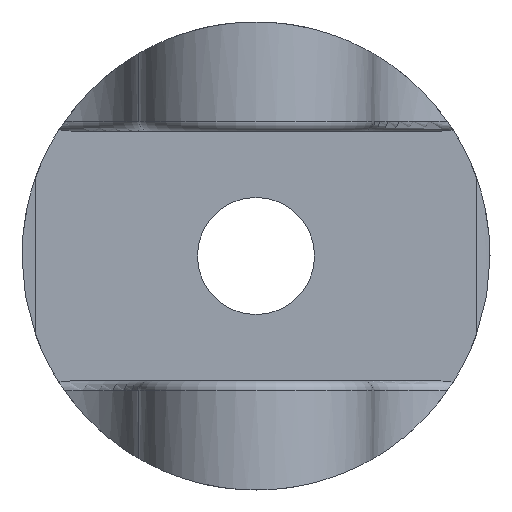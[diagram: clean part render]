
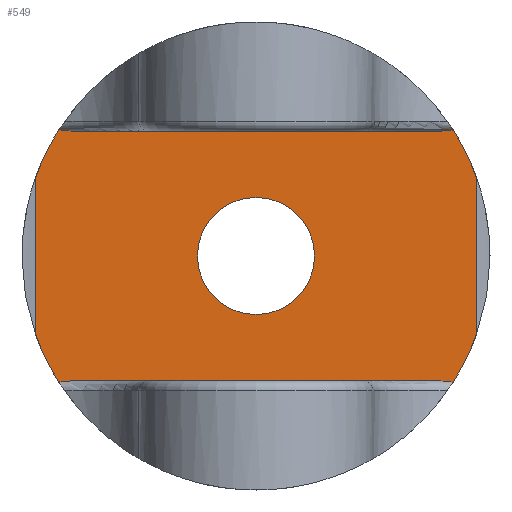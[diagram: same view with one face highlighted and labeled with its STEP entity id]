
A CAD part, front view. The second image highlights one B-rep face of the part: STEP entity #549.
In plain terms, the highlighted planar face has unit normal (0, -1, 0).
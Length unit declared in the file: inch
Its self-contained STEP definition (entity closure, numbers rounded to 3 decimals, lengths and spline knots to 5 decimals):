
#26=PLANE('',#612);
#31=FACE_BOUND('',#81,.T.);
#48=FACE_OUTER_BOUND('',#80,.T.);
#80=EDGE_LOOP('',(#427,#428,#429,#430,#431,#432,#433,#434,#435,#436,#437,
#438));
#81=EDGE_LOOP('',(#439,#440));
#117=LINE('',#1111,#146);
#118=LINE('',#1113,#147);
#119=LINE('',#1121,#148);
#120=LINE('',#1132,#149);
#146=VECTOR('',#719,0.50429);
#147=VECTOR('',#722,0.50429);
#148=VECTOR('',#725,1.17428);
#149=VECTOR('',#726,1.17428);
#176=B_SPLINE_CURVE_WITH_KNOTS('',3,(#1116,#1117,#1118,#1119),
 .UNSPECIFIED.,.F.,.F.,(4,4),(0.68995,0.7973),
 .UNSPECIFIED.);
#177=B_SPLINE_CURVE_WITH_KNOTS('',3,(#1122,#1123,#1124,#1125),
 .UNSPECIFIED.,.F.,.F.,(4,4),(0.19375,0.3011),
 .UNSPECIFIED.);
#178=B_SPLINE_CURVE_WITH_KNOTS('',3,(#1127,#1128,#1129,#1130),
 .UNSPECIFIED.,.F.,.F.,(4,4),(0.68995,0.7973),
 .UNSPECIFIED.);
#179=B_SPLINE_CURVE_WITH_KNOTS('',3,(#1133,#1134,#1135,#1136),
 .UNSPECIFIED.,.F.,.F.,(4,4),(0.19375,0.3011),
 .UNSPECIFIED.);
#180=CIRCLE('',#586,0.75);
#182=CIRCLE('',#588,0.75);
#183=CIRCLE('',#589,0.75);
#184=CIRCLE('',#590,0.75);
#193=CIRCLE('',#613,0.1875);
#194=CIRCLE('',#614,0.1875);
#212=VERTEX_POINT('',#804);
#213=VERTEX_POINT('',#805);
#226=VERTEX_POINT('',#920);
#227=VERTEX_POINT('',#931);
#228=VERTEX_POINT('',#933);
#229=VERTEX_POINT('',#944);
#236=VERTEX_POINT('',#1008);
#237=VERTEX_POINT('',#1019);
#250=VERTEX_POINT('',#1115);
#251=VERTEX_POINT('',#1120);
#252=VERTEX_POINT('',#1126);
#253=VERTEX_POINT('',#1131);
#254=VERTEX_POINT('',#1137);
#255=VERTEX_POINT('',#1138);
#267=EDGE_CURVE('',#212,#213,#180,.T.);
#283=EDGE_CURVE('',#226,#227,#182,.T.);
#285=EDGE_CURVE('',#228,#229,#183,.T.);
#293=EDGE_CURVE('',#236,#237,#184,.T.);
#317=EDGE_CURVE('',#237,#212,#117,.T.);
#318=EDGE_CURVE('',#228,#227,#118,.T.);
#319=EDGE_CURVE('',#236,#250,#176,.T.);
#320=EDGE_CURVE('',#250,#251,#119,.T.);
#321=EDGE_CURVE('',#251,#229,#177,.T.);
#322=EDGE_CURVE('',#226,#252,#178,.T.);
#323=EDGE_CURVE('',#253,#252,#120,.T.);
#324=EDGE_CURVE('',#253,#213,#179,.T.);
#325=EDGE_CURVE('',#254,#255,#193,.T.);
#326=EDGE_CURVE('',#255,#254,#194,.T.);
#427=ORIENTED_EDGE('',*,*,#293,.F.);
#428=ORIENTED_EDGE('',*,*,#319,.T.);
#429=ORIENTED_EDGE('',*,*,#320,.T.);
#430=ORIENTED_EDGE('',*,*,#321,.T.);
#431=ORIENTED_EDGE('',*,*,#285,.F.);
#432=ORIENTED_EDGE('',*,*,#318,.T.);
#433=ORIENTED_EDGE('',*,*,#283,.F.);
#434=ORIENTED_EDGE('',*,*,#322,.T.);
#435=ORIENTED_EDGE('',*,*,#323,.F.);
#436=ORIENTED_EDGE('',*,*,#324,.T.);
#437=ORIENTED_EDGE('',*,*,#267,.F.);
#438=ORIENTED_EDGE('',*,*,#317,.F.);
#439=ORIENTED_EDGE('',*,*,#325,.T.);
#440=ORIENTED_EDGE('',*,*,#326,.T.);
#549=ADVANCED_FACE('',(#48,#31),#26,.F.);
#586=AXIS2_PLACEMENT_3D('',#806,#651,#652);
#588=AXIS2_PLACEMENT_3D('',#932,#659,#660);
#589=AXIS2_PLACEMENT_3D('',#945,#661,#662);
#590=AXIS2_PLACEMENT_3D('',#1020,#665,#666);
#612=AXIS2_PLACEMENT_3D('',#1114,#723,#724);
#613=AXIS2_PLACEMENT_3D('',#1139,#727,#728);
#614=AXIS2_PLACEMENT_3D('',#1140,#729,#730);
#651=DIRECTION('center_axis',(0.,1.,0.));
#652=DIRECTION('ref_axis',(0.,0.,1.));
#659=DIRECTION('center_axis',(0.,1.,0.));
#660=DIRECTION('ref_axis',(0.,0.,1.));
#661=DIRECTION('center_axis',(0.,1.,0.));
#662=DIRECTION('ref_axis',(0.,0.,1.));
#665=DIRECTION('center_axis',(0.,1.,0.));
#666=DIRECTION('ref_axis',(0.,0.,1.));
#719=DIRECTION('',(0.,0.,1.));
#722=DIRECTION('',(0.,0.,1.));
#723=DIRECTION('center_axis',(0.,1.,0.));
#724=DIRECTION('ref_axis',(0.,0.,1.));
#725=DIRECTION('',(1.,0.,0.));
#726=DIRECTION('',(1.,0.,0.));
#727=DIRECTION('center_axis',(0.,1.,0.));
#728=DIRECTION('ref_axis',(0.,0.,1.));
#729=DIRECTION('center_axis',(0.,1.,0.));
#730=DIRECTION('ref_axis',(0.,0.,1.));
#804=CARTESIAN_POINT('',(-0.70635,1.14745,0.25214));
#805=CARTESIAN_POINT('',(-0.63176,1.14745,0.40421));
#806=CARTESIAN_POINT('Origin',(0.,1.14745,0.));
#920=CARTESIAN_POINT('',(0.63176,1.14745,0.40421));
#931=CARTESIAN_POINT('',(0.70635,1.14745,0.25214));
#932=CARTESIAN_POINT('Origin',(0.,1.14745,0.));
#933=CARTESIAN_POINT('',(0.70635,1.14745,-0.25214));
#944=CARTESIAN_POINT('',(0.63176,1.14745,-0.40421));
#945=CARTESIAN_POINT('Origin',(0.,1.14745,0.));
#1008=CARTESIAN_POINT('',(-0.63176,1.14745,-0.40421));
#1019=CARTESIAN_POINT('',(-0.70635,1.14745,-0.25214));
#1020=CARTESIAN_POINT('Origin',(0.,1.14745,0.));
#1111=CARTESIAN_POINT('',(-0.70635,1.14745,-0.25214));
#1113=CARTESIAN_POINT('',(0.70635,1.14745,-0.25214));
#1114=CARTESIAN_POINT('Origin',(-0.75,1.14745,-0.4));
#1115=CARTESIAN_POINT('',(-0.58714,1.14745,-0.4));
#1116=CARTESIAN_POINT('Ctrl Pts',(-0.63176,1.14745,-0.40421));
#1117=CARTESIAN_POINT('Ctrl Pts',(-0.61657,1.14745,-0.40156));
#1118=CARTESIAN_POINT('Ctrl Pts',(-0.60123,1.14745,-0.4));
#1119=CARTESIAN_POINT('Ctrl Pts',(-0.58714,1.14745,-0.4));
#1120=CARTESIAN_POINT('',(0.58714,1.14745,-0.4));
#1121=CARTESIAN_POINT('',(-0.58714,1.14745,-0.4));
#1122=CARTESIAN_POINT('Ctrl Pts',(0.58714,1.14745,-0.4));
#1123=CARTESIAN_POINT('Ctrl Pts',(0.60123,1.14745,-0.4));
#1124=CARTESIAN_POINT('Ctrl Pts',(0.61657,1.14745,-0.40156));
#1125=CARTESIAN_POINT('Ctrl Pts',(0.63176,1.14745,-0.40421));
#1126=CARTESIAN_POINT('',(0.58714,1.14745,0.4));
#1127=CARTESIAN_POINT('Ctrl Pts',(0.63176,1.14745,0.40421));
#1128=CARTESIAN_POINT('Ctrl Pts',(0.61657,1.14745,0.40156));
#1129=CARTESIAN_POINT('Ctrl Pts',(0.60123,1.14745,0.4));
#1130=CARTESIAN_POINT('Ctrl Pts',(0.58714,1.14745,0.4));
#1131=CARTESIAN_POINT('',(-0.58714,1.14745,0.4));
#1132=CARTESIAN_POINT('',(-0.58714,1.14745,0.4));
#1133=CARTESIAN_POINT('Ctrl Pts',(-0.58714,1.14745,0.4));
#1134=CARTESIAN_POINT('Ctrl Pts',(-0.60123,1.14745,0.4));
#1135=CARTESIAN_POINT('Ctrl Pts',(-0.61657,1.14745,0.40156));
#1136=CARTESIAN_POINT('Ctrl Pts',(-0.63176,1.14745,0.40421));
#1137=CARTESIAN_POINT('',(0.,1.14745,0.1875));
#1138=CARTESIAN_POINT('',(0.,1.14745,-0.1875));
#1139=CARTESIAN_POINT('Origin',(0.,1.14745,0.));
#1140=CARTESIAN_POINT('Origin',(0.,1.14745,0.));
